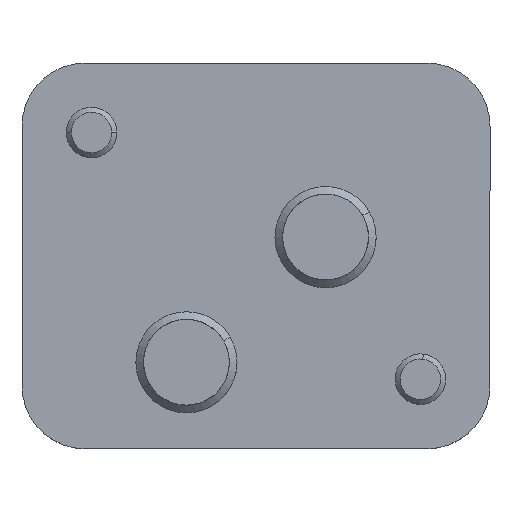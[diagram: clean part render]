
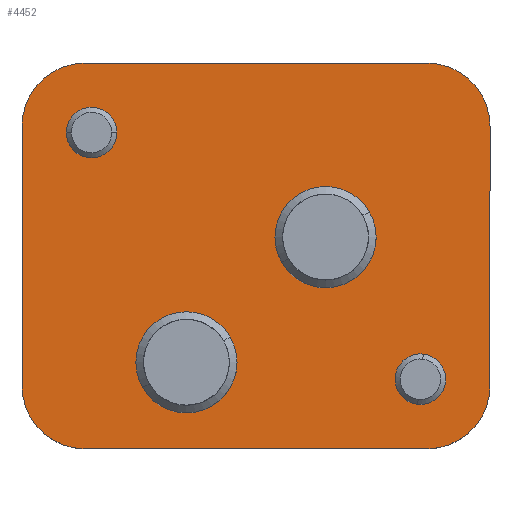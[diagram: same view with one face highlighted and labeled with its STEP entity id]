
A CAD part, top view. The second image highlights one B-rep face of the part: STEP entity #4452.
In plain terms, the highlighted planar face has unit normal (0, 0, 1).
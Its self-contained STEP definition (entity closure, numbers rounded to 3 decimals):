
#256 = LINE ( 'NONE', #8647, #4022 ) ;
#262 = DIRECTION ( 'NONE',  ( 1., 0., 0. ) ) ;
#414 = EDGE_CURVE ( 'NONE', #4754, #1257, #9002, .T. ) ;
#1081 = CARTESIAN_POINT ( 'NONE',  ( -13.5, 10.25, 0. ) ) ;
#1108 = EDGE_LOOP ( 'NONE', ( #3934, #3081, #2441, #8836, #3401, #6440, #8631, #5766 ) ) ;
#1131 = CARTESIAN_POINT ( 'NONE',  ( 18.5, -10.25, 0. ) ) ;
#1169 = AXIS2_PLACEMENT_3D ( 'NONE', #7879, #7163, #6983 ) ;
#1257 = VERTEX_POINT ( 'NONE', #4054 ) ;
#1320 = DIRECTION ( 'NONE',  ( 0., 0., -1. ) ) ;
#1865 = AXIS2_PLACEMENT_3D ( 'NONE', #5273, #8874, #262 ) ;
#1937 = CARTESIAN_POINT ( 'NONE',  ( -18.5, 10.25, 0. ) ) ;
#2270 = VERTEX_POINT ( 'NONE', #2819 ) ;
#2441 = ORIENTED_EDGE ( 'NONE', *, *, #4751, .F. ) ;
#2503 = DIRECTION ( 'NONE',  ( 0., 0., -1. ) ) ;
#2597 = EDGE_CURVE ( 'NONE', #7002, #8467, #7885, .T. ) ;
#2819 = CARTESIAN_POINT ( 'NONE',  ( -13.5, -15.25, 0. ) ) ;
#2895 = VECTOR ( 'NONE', #3394, 1000. ) ;
#3041 = CARTESIAN_POINT ( 'NONE',  ( 18.5, 10.25, 0. ) ) ;
#3081 = ORIENTED_EDGE ( 'NONE', *, *, #6688, .F. ) ;
#3120 = VECTOR ( 'NONE', #7837, 1000. ) ;
#3394 = DIRECTION ( 'NONE',  ( 0., 1., 0. ) ) ;
#3401 = ORIENTED_EDGE ( 'NONE', *, *, #2597, .F. ) ;
#3934 = ORIENTED_EDGE ( 'NONE', *, *, #414, .F. ) ;
#4005 = CARTESIAN_POINT ( 'NONE',  ( 13.5, -15.25, 0. ) ) ;
#4022 = VECTOR ( 'NONE', #8641, 1000. ) ;
#4054 = CARTESIAN_POINT ( 'NONE',  ( -13.5, 15.25, 0. ) ) ;
#4211 = CARTESIAN_POINT ( 'NONE',  ( -18.5, -10.25, 0. ) ) ;
#4291 = CARTESIAN_POINT ( 'NONE',  ( 13.5, -10.25, 0. ) ) ;
#4452 = ADVANCED_FACE ( 'NONE', ( #8707 ), #7221, .T. ) ;
#4557 = AXIS2_PLACEMENT_3D ( 'NONE', #1081, #7078, #4962 ) ;
#4751 = EDGE_CURVE ( 'NONE', #2270, #5263, #7293, .T. ) ;
#4754 = VERTEX_POINT ( 'NONE', #1937 ) ;
#4791 = LINE ( 'NONE', #4211, #2895 ) ;
#4953 = DIRECTION ( 'NONE',  ( 1., 0., 0. ) ) ;
#4962 = DIRECTION ( 'NONE',  ( 1., 0., 0. ) ) ;
#4990 = LINE ( 'NONE', #7870, #3120 ) ;
#5220 = CIRCLE ( 'NONE', #1865, 5. ) ;
#5263 = VERTEX_POINT ( 'NONE', #7622 ) ;
#5273 = CARTESIAN_POINT ( 'NONE',  ( 13.5, 10.25, 0. ) ) ;
#5275 = VERTEX_POINT ( 'NONE', #8479 ) ;
#5766 = ORIENTED_EDGE ( 'NONE', *, *, #7808, .F. ) ;
#5843 = VECTOR ( 'NONE', #7952, 1000. ) ;
#6188 = EDGE_CURVE ( 'NONE', #5275, #8590, #5220, .T. ) ;
#6261 = CARTESIAN_POINT ( 'NONE',  ( -13.5, -10.25, 0. ) ) ;
#6440 = ORIENTED_EDGE ( 'NONE', *, *, #6543, .F. ) ;
#6543 = EDGE_CURVE ( 'NONE', #8590, #7002, #7897, .T. ) ;
#6688 = EDGE_CURVE ( 'NONE', #5263, #4754, #4791, .T. ) ;
#6983 = DIRECTION ( 'NONE',  ( 1., 0., 0. ) ) ;
#7002 = VERTEX_POINT ( 'NONE', #1131 ) ;
#7078 = DIRECTION ( 'NONE',  ( 0., 0., -1. ) ) ;
#7163 = DIRECTION ( 'NONE',  ( 0., 0., 1. ) ) ;
#7221 = PLANE ( 'NONE',  #1169 ) ;
#7293 = CIRCLE ( 'NONE', #7311, 5. ) ;
#7311 = AXIS2_PLACEMENT_3D ( 'NONE', #6261, #1320, #8949 ) ;
#7622 = CARTESIAN_POINT ( 'NONE',  ( -18.5, -10.25, 0. ) ) ;
#7676 = EDGE_CURVE ( 'NONE', #8467, #2270, #256, .T. ) ;
#7808 = EDGE_CURVE ( 'NONE', #1257, #5275, #4990, .T. ) ;
#7837 = DIRECTION ( 'NONE',  ( 1., 0., 0. ) ) ;
#7870 = CARTESIAN_POINT ( 'NONE',  ( 13.5, 15.25, 0. ) ) ;
#7879 = CARTESIAN_POINT ( 'NONE',  ( -13.5, 10.25, 0. ) ) ;
#7885 = CIRCLE ( 'NONE', #8506, 5. ) ;
#7897 = LINE ( 'NONE', #8605, #5843 ) ;
#7952 = DIRECTION ( 'NONE',  ( 0., -1., 0. ) ) ;
#8467 = VERTEX_POINT ( 'NONE', #4005 ) ;
#8479 = CARTESIAN_POINT ( 'NONE',  ( 13.5, 15.25, 0. ) ) ;
#8506 = AXIS2_PLACEMENT_3D ( 'NONE', #4291, #2503, #4953 ) ;
#8590 = VERTEX_POINT ( 'NONE', #3041 ) ;
#8605 = CARTESIAN_POINT ( 'NONE',  ( 18.5, -10.25, 0. ) ) ;
#8631 = ORIENTED_EDGE ( 'NONE', *, *, #6188, .F. ) ;
#8641 = DIRECTION ( 'NONE',  ( -1., 0., 0. ) ) ;
#8647 = CARTESIAN_POINT ( 'NONE',  ( 13.5, -15.25, 0. ) ) ;
#8707 = FACE_OUTER_BOUND ( 'NONE', #1108, .T. ) ;
#8836 = ORIENTED_EDGE ( 'NONE', *, *, #7676, .F. ) ;
#8874 = DIRECTION ( 'NONE',  ( 0., 0., -1. ) ) ;
#8949 = DIRECTION ( 'NONE',  ( -1., 0., 0. ) ) ;
#9002 = CIRCLE ( 'NONE', #4557, 5. ) ;
